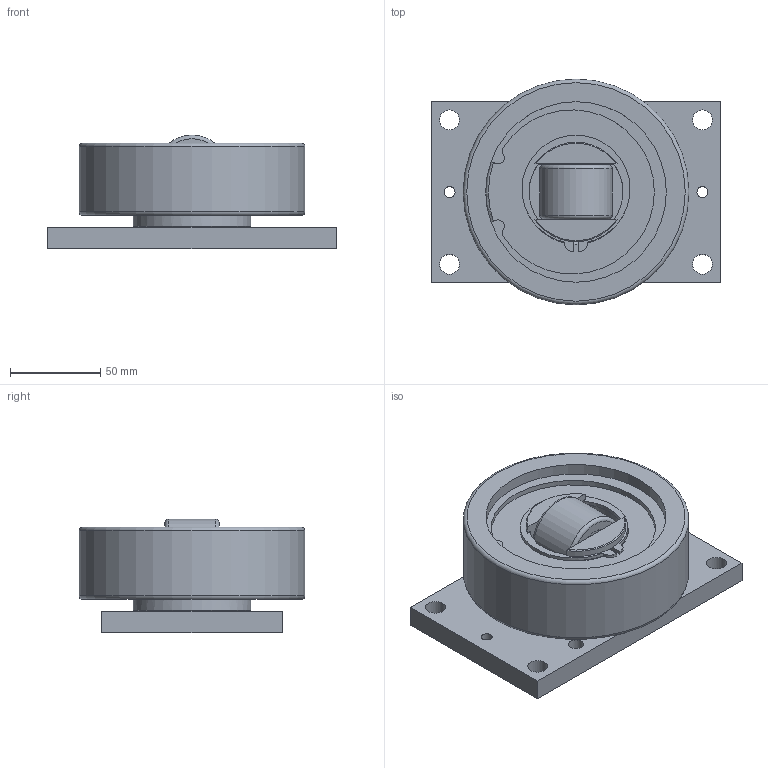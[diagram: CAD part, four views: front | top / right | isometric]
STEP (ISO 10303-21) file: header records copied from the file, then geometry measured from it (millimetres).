
FILE_DESCRIPTION(/* description */ ('-'),/* implementation_level */ '2;1');
FILE_NAME(/* name */ 'ALFATEC_AS125-0200BR1100.stp',/* time_stamp */ '2022-02-02T07:36:47+01:00',/* author */ ('kstaebler'),/* organization */ (''),/* preprocessor_version */ 'ST-DEVELOPER v18.1',/* originating_system */ 'Autodesk Inventor 2020',/* authorisation */ '');
FILE_SCHEMA (('CONFIG_CONTROL_DESIGN'));
Length unit declared in the file: millimetre
Products named in the file (1): AS 125.0200 BR1100_Kontur
Bounding box: 160 x 125 x 63 mm (x, y, z)
Volume: 546700.6 mm3; surface area: 118814 mm2
Topology: 16 solids, 16 shells, 181 faces, 558 edges, 379 vertices
Faces by surface type: cylinder 60, plane 51, torus 45, sphere 17, cone 8
Full cylindrical faces by diameter (mm): 6 x2, 8.376 x4, 10 x4, 11 x4, 15.12 x2, 20.88 x2, 22.5 x1, 26 x3, 27.5 x1, 40 x1, 55 x1, 65 x1, 69.4 x2, 85.6 x2, 86 x1, 100 x2, 103.5 x1, 125 x1
Entity records: 7163 total; most frequent: CARTESIAN_POINT 1349, DIRECTION 1265, ORIENTED_EDGE 1116, EDGE_CURVE 558, AXIS2_PLACEMENT_3D 555, VERTEX_POINT 439, CIRCLE 373, EDGE_LOOP 251
